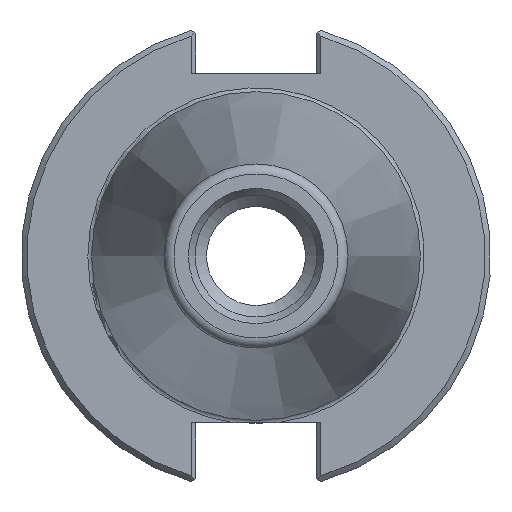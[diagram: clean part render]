
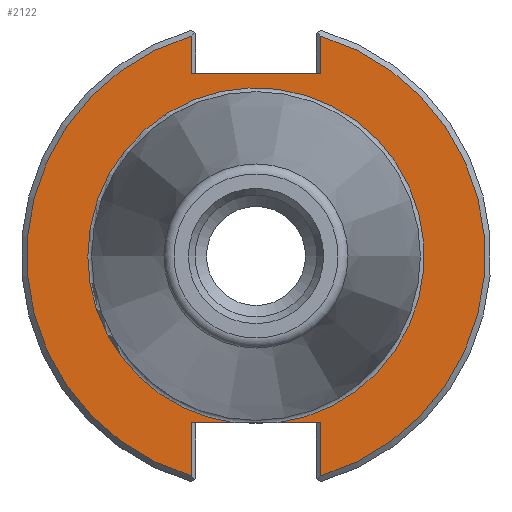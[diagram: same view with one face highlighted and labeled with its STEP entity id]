
A CAD part, left-side view. The second image highlights one B-rep face of the part: STEP entity #2122.
In plain terms, the highlighted planar face has unit normal (-1, 0, 0).
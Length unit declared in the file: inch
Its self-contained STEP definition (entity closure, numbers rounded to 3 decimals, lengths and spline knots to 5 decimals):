
#133=LINE('',#3141,#270);
#153=LINE('',#3240,#290);
#154=LINE('',#3242,#291);
#155=LINE('',#3245,#292);
#156=LINE('',#3247,#293);
#157=LINE('',#3251,#294);
#158=LINE('',#3252,#295);
#270=VECTOR('',#2543,0.69);
#290=VECTOR('',#2585,0.23328);
#291=VECTOR('',#2586,0.2822);
#292=VECTOR('',#2589,0.1982);
#293=VECTOR('',#2590,0.1982);
#294=VECTOR('',#2593,0.2822);
#295=VECTOR('',#2594,0.23328);
#406=PLANE('',#2275);
#553=FACE_OUTER_BOUND('',#699,.T.);
#699=EDGE_LOOP('',(#1540,#1541,#1542,#1543,#1544,#1545,#1546,#1547,#1548,
#1549));
#849=CIRCLE('',#2273,0.895);
#851=CIRCLE('',#2276,1.22);
#852=CIRCLE('',#2277,1.22);
#956=VERTEX_POINT('',#3138);
#957=VERTEX_POINT('',#3140);
#981=VERTEX_POINT('',#3222);
#982=VERTEX_POINT('',#3223);
#984=VERTEX_POINT('',#3239);
#985=VERTEX_POINT('',#3241);
#986=VERTEX_POINT('',#3243);
#987=VERTEX_POINT('',#3246);
#988=VERTEX_POINT('',#3248);
#989=VERTEX_POINT('',#3250);
#1176=EDGE_CURVE('',#956,#957,#133,.T.);
#1208=EDGE_CURVE('',#981,#982,#849,.T.);
#1210=EDGE_CURVE('',#984,#981,#153,.T.);
#1211=EDGE_CURVE('',#985,#984,#154,.T.);
#1212=EDGE_CURVE('',#986,#985,#851,.T.);
#1213=EDGE_CURVE('',#957,#986,#155,.T.);
#1214=EDGE_CURVE('',#987,#956,#156,.T.);
#1215=EDGE_CURVE('',#988,#987,#852,.T.);
#1216=EDGE_CURVE('',#989,#988,#157,.T.);
#1217=EDGE_CURVE('',#982,#989,#158,.T.);
#1540=ORIENTED_EDGE('',*,*,#1208,.F.);
#1541=ORIENTED_EDGE('',*,*,#1210,.F.);
#1542=ORIENTED_EDGE('',*,*,#1211,.F.);
#1543=ORIENTED_EDGE('',*,*,#1212,.F.);
#1544=ORIENTED_EDGE('',*,*,#1213,.F.);
#1545=ORIENTED_EDGE('',*,*,#1176,.F.);
#1546=ORIENTED_EDGE('',*,*,#1214,.F.);
#1547=ORIENTED_EDGE('',*,*,#1215,.F.);
#1548=ORIENTED_EDGE('',*,*,#1216,.F.);
#1549=ORIENTED_EDGE('',*,*,#1217,.F.);
#2122=ADVANCED_FACE('',(#553),#406,.T.);
#2273=AXIS2_PLACEMENT_3D('',#3235,#2579,#2580);
#2275=AXIS2_PLACEMENT_3D('',#3238,#2583,#2584);
#2276=AXIS2_PLACEMENT_3D('',#3244,#2587,#2588);
#2277=AXIS2_PLACEMENT_3D('',#3249,#2591,#2592);
#2543=DIRECTION('',(0.,-1.,0.));
#2579=DIRECTION('center_axis',(-1.,0.,0.));
#2580=DIRECTION('ref_axis',(0.,-1.,0.));
#2583=DIRECTION('center_axis',(-1.,0.,0.));
#2584=DIRECTION('ref_axis',(0.,0.,1.));
#2585=DIRECTION('',(0.,1.,0.));
#2586=DIRECTION('',(0.,0.,1.));
#2587=DIRECTION('center_axis',(1.,0.,0.));
#2588=DIRECTION('ref_axis',(0.,-1.,0.));
#2589=DIRECTION('',(0.,0.,1.));
#2590=DIRECTION('',(0.,0.,-1.));
#2591=DIRECTION('center_axis',(1.,0.,0.));
#2592=DIRECTION('ref_axis',(0.,1.,0.));
#2593=DIRECTION('',(0.,0.,-1.));
#2594=DIRECTION('',(0.,1.,0.));
#3138=CARTESIAN_POINT('',(0.125,0.345,0.972));
#3140=CARTESIAN_POINT('',(0.125,-0.345,0.972));
#3141=CARTESIAN_POINT('',(0.125,0.53125,0.972));
#3222=CARTESIAN_POINT('',(0.125,-0.11172,-0.888));
#3223=CARTESIAN_POINT('',(0.125,0.11172,-0.888));
#3235=CARTESIAN_POINT('Origin',(0.125,0.,0.));
#3238=CARTESIAN_POINT('Origin',(0.125,1.0625,0.));
#3239=CARTESIAN_POINT('',(0.125,-0.345,-0.888));
#3240=CARTESIAN_POINT('',(0.125,0.53125,-0.888));
#3241=CARTESIAN_POINT('',(0.125,-0.345,-1.1702));
#3242=CARTESIAN_POINT('',(0.125,-0.345,-0.444));
#3243=CARTESIAN_POINT('',(0.125,-0.345,1.1702));
#3244=CARTESIAN_POINT('Origin',(0.125,0.,0.));
#3245=CARTESIAN_POINT('',(0.125,-0.345,0.486));
#3246=CARTESIAN_POINT('',(0.125,0.345,1.1702));
#3247=CARTESIAN_POINT('',(0.125,0.345,0.486));
#3248=CARTESIAN_POINT('',(0.125,0.345,-1.1702));
#3249=CARTESIAN_POINT('Origin',(0.125,0.,0.));
#3250=CARTESIAN_POINT('',(0.125,0.345,-0.888));
#3251=CARTESIAN_POINT('',(0.125,0.345,-0.444));
#3252=CARTESIAN_POINT('',(0.125,0.53125,-0.888));
